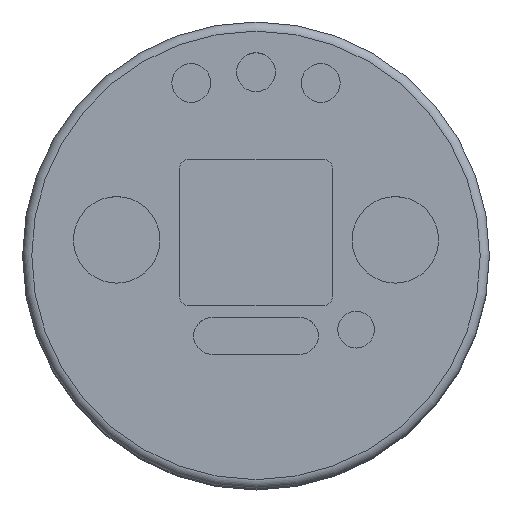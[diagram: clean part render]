
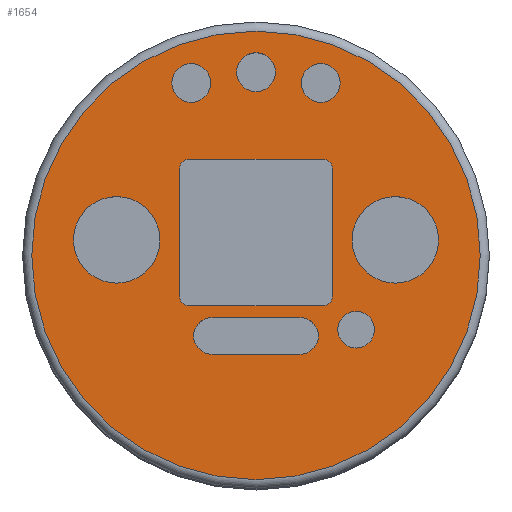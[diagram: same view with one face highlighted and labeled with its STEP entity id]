
A CAD part, top view. The second image highlights one B-rep face of the part: STEP entity #1654.
In plain terms, the highlighted planar face has unit normal (0, 0, 1).
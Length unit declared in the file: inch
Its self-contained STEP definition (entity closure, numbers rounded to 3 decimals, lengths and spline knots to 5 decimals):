
#39=FACE_BOUND('',#344,.T.);
#40=FACE_BOUND('',#345,.T.);
#41=FACE_BOUND('',#346,.T.);
#42=FACE_BOUND('',#347,.T.);
#43=FACE_BOUND('',#348,.T.);
#44=FACE_BOUND('',#349,.T.);
#45=FACE_BOUND('',#350,.T.);
#46=FACE_BOUND('',#351,.T.);
#97=PLANE('',#1830);
#228=FACE_OUTER_BOUND('',#343,.T.);
#343=EDGE_LOOP('',(#1489));
#344=EDGE_LOOP('',(#1490));
#345=EDGE_LOOP('',(#1491));
#346=EDGE_LOOP('',(#1492));
#347=EDGE_LOOP('',(#1493,#1494,#1495,#1496));
#348=EDGE_LOOP('',(#1497));
#349=EDGE_LOOP('',(#1498));
#350=EDGE_LOOP('',(#1499,#1500,#1501,#1502,#1503,#1504,#1505,#1506));
#351=EDGE_LOOP('',(#1507));
#419=CIRCLE('',#1787,0.1475);
#421=CIRCLE('',#1791,0.1475);
#424=CIRCLE('',#1796,0.03125);
#428=CIRCLE('',#1803,0.03125);
#429=CIRCLE('',#1805,0.03125);
#430=CIRCLE('',#1808,0.03125);
#443=CIRCLE('',#1828,0.76475);
#445=CIRCLE('',#1831,0.06603);
#446=CIRCLE('',#1832,0.0625);
#447=CIRCLE('',#1833,0.0625);
#448=CIRCLE('',#1834,0.0625);
#449=CIRCLE('',#1835,0.06603);
#450=CIRCLE('',#1836,0.06625);
#572=LINE('',#3992,#710);
#577=LINE('',#4006,#715);
#582=LINE('',#4053,#720);
#583=LINE('',#4056,#721);
#584=LINE('',#4061,#722);
#585=LINE('',#4062,#723);
#710=VECTOR('',#2205,0.3937);
#715=VECTOR('',#2220,0.3937);
#720=VECTOR('',#2277,0.3937);
#721=VECTOR('',#2280,0.3937);
#722=VECTOR('',#2285,0.3937);
#723=VECTOR('',#2286,0.3937);
#837=VERTEX_POINT('',#3954);
#839=VERTEX_POINT('',#3961);
#843=VERTEX_POINT('',#3971);
#844=VERTEX_POINT('',#3973);
#851=VERTEX_POINT('',#3991);
#852=VERTEX_POINT('',#3995);
#853=VERTEX_POINT('',#3999);
#854=VERTEX_POINT('',#4001);
#855=VERTEX_POINT('',#4005);
#856=VERTEX_POINT('',#4009);
#867=VERTEX_POINT('',#4043);
#868=VERTEX_POINT('',#4047);
#869=VERTEX_POINT('',#4049);
#870=VERTEX_POINT('',#4050);
#871=VERTEX_POINT('',#4052);
#872=VERTEX_POINT('',#4054);
#873=VERTEX_POINT('',#4057);
#874=VERTEX_POINT('',#4059);
#875=VERTEX_POINT('',#4063);
#1039=EDGE_CURVE('',#837,#837,#419,.T.);
#1042=EDGE_CURVE('',#839,#839,#421,.T.);
#1047=EDGE_CURVE('',#843,#844,#424,.T.);
#1056=EDGE_CURVE('',#851,#844,#572,.T.);
#1058=EDGE_CURVE('',#851,#852,#428,.T.);
#1061=EDGE_CURVE('',#853,#854,#429,.T.);
#1063=EDGE_CURVE('',#855,#854,#577,.T.);
#1065=EDGE_CURVE('',#855,#856,#430,.T.);
#1081=EDGE_CURVE('',#867,#867,#443,.T.);
#1083=EDGE_CURVE('',#868,#868,#445,.T.);
#1084=EDGE_CURVE('',#869,#870,#446,.T.);
#1085=EDGE_CURVE('',#870,#871,#582,.T.);
#1086=EDGE_CURVE('',#871,#872,#447,.T.);
#1087=EDGE_CURVE('',#872,#869,#583,.T.);
#1088=EDGE_CURVE('',#873,#873,#448,.T.);
#1089=EDGE_CURVE('',#874,#874,#449,.T.);
#1090=EDGE_CURVE('',#853,#852,#584,.T.);
#1091=EDGE_CURVE('',#843,#856,#585,.T.);
#1092=EDGE_CURVE('',#875,#875,#450,.T.);
#1489=ORIENTED_EDGE('',*,*,#1081,.F.);
#1490=ORIENTED_EDGE('',*,*,#1039,.T.);
#1491=ORIENTED_EDGE('',*,*,#1042,.T.);
#1492=ORIENTED_EDGE('',*,*,#1083,.T.);
#1493=ORIENTED_EDGE('',*,*,#1084,.T.);
#1494=ORIENTED_EDGE('',*,*,#1085,.T.);
#1495=ORIENTED_EDGE('',*,*,#1086,.T.);
#1496=ORIENTED_EDGE('',*,*,#1087,.T.);
#1497=ORIENTED_EDGE('',*,*,#1088,.T.);
#1498=ORIENTED_EDGE('',*,*,#1089,.T.);
#1499=ORIENTED_EDGE('',*,*,#1090,.T.);
#1500=ORIENTED_EDGE('',*,*,#1058,.F.);
#1501=ORIENTED_EDGE('',*,*,#1056,.T.);
#1502=ORIENTED_EDGE('',*,*,#1047,.F.);
#1503=ORIENTED_EDGE('',*,*,#1091,.T.);
#1504=ORIENTED_EDGE('',*,*,#1065,.F.);
#1505=ORIENTED_EDGE('',*,*,#1063,.T.);
#1506=ORIENTED_EDGE('',*,*,#1061,.F.);
#1507=ORIENTED_EDGE('',*,*,#1092,.T.);
#1654=ADVANCED_FACE('',(#228,#39,#40,#41,#42,#43,#44,#45,#46),#97,.T.);
#1787=AXIS2_PLACEMENT_3D('',#3955,#2167,#2168);
#1791=AXIS2_PLACEMENT_3D('',#3962,#2176,#2177);
#1796=AXIS2_PLACEMENT_3D('',#3974,#2188,#2189);
#1803=AXIS2_PLACEMENT_3D('',#3996,#2209,#2210);
#1805=AXIS2_PLACEMENT_3D('',#4002,#2215,#2216);
#1808=AXIS2_PLACEMENT_3D('',#4010,#2224,#2225);
#1828=AXIS2_PLACEMENT_3D('',#4044,#2267,#2268);
#1830=AXIS2_PLACEMENT_3D('',#4046,#2271,#2272);
#1831=AXIS2_PLACEMENT_3D('',#4048,#2273,#2274);
#1832=AXIS2_PLACEMENT_3D('',#4051,#2275,#2276);
#1833=AXIS2_PLACEMENT_3D('',#4055,#2278,#2279);
#1834=AXIS2_PLACEMENT_3D('',#4058,#2281,#2282);
#1835=AXIS2_PLACEMENT_3D('',#4060,#2283,#2284);
#1836=AXIS2_PLACEMENT_3D('',#4064,#2287,#2288);
#2167=DIRECTION('center_axis',(0.,0.,-1.));
#2168=DIRECTION('ref_axis',(-1.,0.,0.));
#2176=DIRECTION('center_axis',(0.,0.,-1.));
#2177=DIRECTION('ref_axis',(-1.,0.,0.));
#2188=DIRECTION('center_axis',(0.,0.,1.));
#2189=DIRECTION('ref_axis',(-0.707,-0.707,0.));
#2205=DIRECTION('',(-1.,0.,0.));
#2209=DIRECTION('center_axis',(0.,0.,1.));
#2210=DIRECTION('ref_axis',(0.707,-0.707,0.));
#2215=DIRECTION('center_axis',(0.,0.,1.));
#2216=DIRECTION('ref_axis',(0.707,0.707,0.));
#2220=DIRECTION('',(1.,0.,0.));
#2224=DIRECTION('center_axis',(0.,0.,1.));
#2225=DIRECTION('ref_axis',(-0.707,0.707,0.));
#2267=DIRECTION('center_axis',(0.,0.,-1.));
#2268=DIRECTION('ref_axis',(1.,0.,0.));
#2271=DIRECTION('center_axis',(0.,0.,1.));
#2272=DIRECTION('ref_axis',(1.,0.,0.));
#2273=DIRECTION('center_axis',(0.,0.,-1.));
#2274=DIRECTION('ref_axis',(1.,0.,0.));
#2275=DIRECTION('center_axis',(0.,0.,-1.));
#2276=DIRECTION('ref_axis',(0.,1.,0.));
#2277=DIRECTION('',(1.,0.,0.));
#2278=DIRECTION('center_axis',(0.,0.,-1.));
#2279=DIRECTION('ref_axis',(0.,-1.,0.));
#2280=DIRECTION('',(-1.,0.,0.));
#2281=DIRECTION('center_axis',(0.,0.,-1.));
#2282=DIRECTION('ref_axis',(1.,0.,0.));
#2283=DIRECTION('center_axis',(0.,0.,-1.));
#2284=DIRECTION('ref_axis',(1.,0.,0.));
#2285=DIRECTION('',(0.,-1.,0.));
#2286=DIRECTION('',(0.,1.,0.));
#2287=DIRECTION('center_axis',(0.,0.,-1.));
#2288=DIRECTION('ref_axis',(1.,0.,0.));
#3954=CARTESIAN_POINT('',(-0.3275,0.053,0.15));
#3955=CARTESIAN_POINT('Origin',(-0.475,0.053,0.15));
#3961=CARTESIAN_POINT('',(0.6225,0.053,0.15));
#3962=CARTESIAN_POINT('Origin',(0.475,0.053,0.15));
#3971=CARTESIAN_POINT('',(-0.26,-0.14075,0.15));
#3973=CARTESIAN_POINT('',(-0.22875,-0.172,0.15));
#3974=CARTESIAN_POINT('Origin',(-0.22875,-0.14075,0.15));
#3991=CARTESIAN_POINT('',(0.22875,-0.172,0.15));
#3992=CARTESIAN_POINT('',(-0.26,-0.172,0.15));
#3995=CARTESIAN_POINT('',(0.26,-0.14075,0.15));
#3996=CARTESIAN_POINT('Origin',(0.22875,-0.14075,0.15));
#3999=CARTESIAN_POINT('',(0.26,0.29675,0.15));
#4001=CARTESIAN_POINT('',(0.22875,0.328,0.15));
#4002=CARTESIAN_POINT('Origin',(0.22875,0.29675,0.15));
#4005=CARTESIAN_POINT('',(-0.22875,0.328,0.15));
#4006=CARTESIAN_POINT('',(0.26,0.328,0.15));
#4009=CARTESIAN_POINT('',(-0.26,0.29675,0.15));
#4010=CARTESIAN_POINT('Origin',(-0.22875,0.29675,0.15));
#4043=CARTESIAN_POINT('',(-0.76475,0.,0.15));
#4044=CARTESIAN_POINT('Origin',(0.,0.,0.15));
#4046=CARTESIAN_POINT('Origin',(0.,0.,0.15));
#4047=CARTESIAN_POINT('',(0.15479,0.58817,0.15));
#4048=CARTESIAN_POINT('Origin',(0.22082,0.58817,0.15));
#4049=CARTESIAN_POINT('',(-0.15,-0.337,0.15));
#4050=CARTESIAN_POINT('',(-0.15,-0.212,0.15));
#4051=CARTESIAN_POINT('Origin',(-0.15,-0.2745,0.15));
#4052=CARTESIAN_POINT('',(0.15,-0.212,0.15));
#4053=CARTESIAN_POINT('',(0.15,-0.212,0.15));
#4054=CARTESIAN_POINT('',(0.15,-0.337,0.15));
#4055=CARTESIAN_POINT('Origin',(0.15,-0.2745,0.15));
#4056=CARTESIAN_POINT('',(-0.15,-0.337,0.15));
#4057=CARTESIAN_POINT('',(0.27882,-0.25332,0.15));
#4058=CARTESIAN_POINT('Origin',(0.34132,-0.25332,0.15));
#4059=CARTESIAN_POINT('',(-0.28685,0.58817,0.15));
#4060=CARTESIAN_POINT('Origin',(-0.22082,0.58817,0.15));
#4061=CARTESIAN_POINT('',(0.26,-0.172,0.15));
#4062=CARTESIAN_POINT('',(-0.26,0.328,0.15));
#4063=CARTESIAN_POINT('',(-0.06625,0.62475,0.15));
#4064=CARTESIAN_POINT('Origin',(0.,0.62475,0.15));
